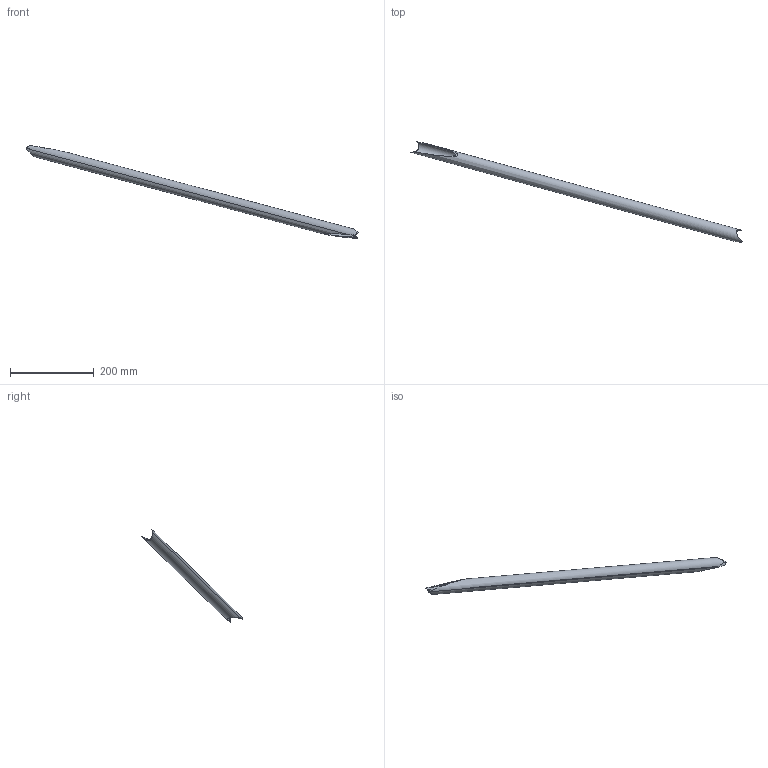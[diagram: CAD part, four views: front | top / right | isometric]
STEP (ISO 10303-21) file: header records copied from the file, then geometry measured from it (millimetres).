
FILE_DESCRIPTION(('STEP AP214'),'1');
FILE_NAME('25.stp','2018-12-05T16:46:03',(' '),(' '),'Spatial InterOp 3D',' ',' ');
FILE_SCHEMA(('AUTOMOTIVE_DESIGN { 1 0 10303 214 1 1 1 1 }'));
Length unit declared in the file: metre
Products named in the file (1): Corps principal
Bounding box: 792.9 x 240.6 x 222.6 mm (x, y, z)
Volume: 103116.7 mm3; surface area: 138730.3 mm2
Topology: 1 solids, 1 shells, 19 faces, 63 edges, 44 vertices
Faces by surface type: cylinder 18, plane 1
Entity records: 1451 total; most frequent: CARTESIAN_POINT 748, ORIENTED_EDGE 126, DIRECTION 96, EDGE_CURVE 63, VERTEX_POINT 44, AXIS2_PLACEMENT_3D 42, B_SPLINE_CURVE_WITH_KNOTS 29, STYLED_ITEM 20
